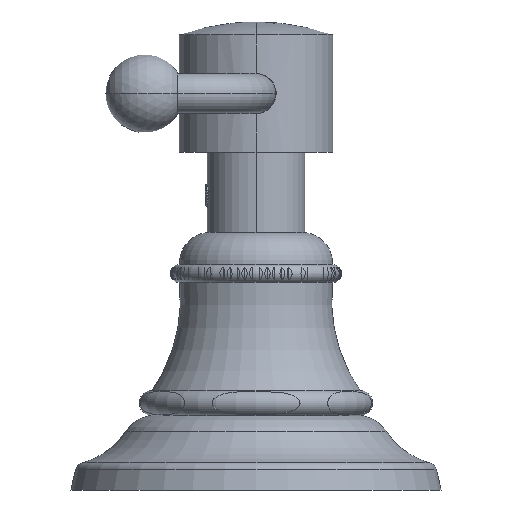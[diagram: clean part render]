
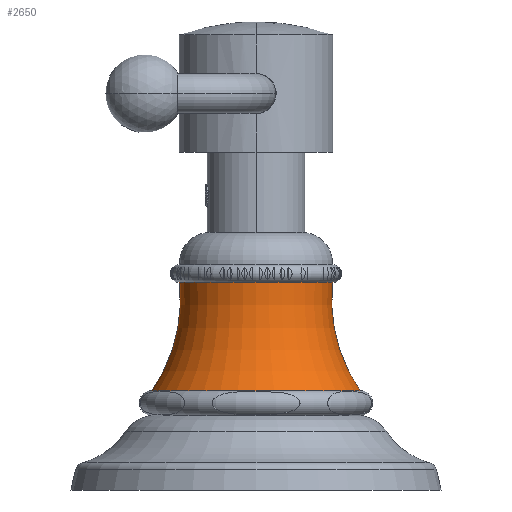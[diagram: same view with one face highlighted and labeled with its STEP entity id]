
A CAD part, left-side view. The second image highlights one B-rep face of the part: STEP entity #2650.
In plain terms, the highlighted toroidal (fillet/blend) face has major radius 37.677 mm and minor radius 25.4 mm.
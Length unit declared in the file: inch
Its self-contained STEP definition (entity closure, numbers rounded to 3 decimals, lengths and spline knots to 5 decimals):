
#281=CARTESIAN_POINT('',(0.,0.,1.325));
#282=DIRECTION('',(0.,0.,-1.));
#283=DIRECTION('',(0.,-1.,0.));
#284=AXIS2_PLACEMENT_3D('',#281,#282,#283);
#317=CARTESIAN_POINT('',(0.,0.,0.635));
#318=DIRECTION('',(0.,0.,-1.));
#319=DIRECTION('',(0.,-1.,0.));
#320=AXIS2_PLACEMENT_3D('',#317,#318,#319);
#415=CARTESIAN_POINT('',(0.,-1.48334,1.20974));
#416=DIRECTION('',(1.,0.,0.));
#417=DIRECTION('',(0.,0.818,-0.575));
#418=AXIS2_PLACEMENT_3D('',#415,#416,#417);
#420=CARTESIAN_POINT('',(0.,1.48334,1.20974));
#421=DIRECTION('',(-1.,0.,0.));
#422=DIRECTION('',(0.,-0.818,-0.575));
#423=AXIS2_PLACEMENT_3D('',#420,#421,#422);
#2429=CARTESIAN_POINT('',(0.,-0.665,0.635));
#2431=VERTEX_POINT('',#2429);
#2432=CARTESIAN_POINT('',(0.,-0.49,1.325));
#2433=VERTEX_POINT('',#2432);
#2439=CARTESIAN_POINT('',(0.,0.665,0.635));
#2441=VERTEX_POINT('',#2439);
#2442=CARTESIAN_POINT('',(0.,0.49,1.325));
#2443=VERTEX_POINT('',#2442);
#2637=CARTESIAN_POINT('',(0.,0.,1.20974));
#2638=DIRECTION('',(0.,0.,-1.));
#2639=DIRECTION('',(0.,1.,0.));
#2640=AXIS2_PLACEMENT_3D('',#2637,#2638,#2639);
#2641=TOROIDAL_SURFACE('',#2640,1.48334,1.);
#2643=ORIENTED_EDGE('',*,*,#2642,.F.);
#2644=ORIENTED_EDGE('',*,*,#2632,.T.);
#2646=ORIENTED_EDGE('',*,*,#2645,.T.);
#2647=ORIENTED_EDGE('',*,*,#2591,.F.);
#2648=EDGE_LOOP('',(#2643,#2644,#2646,#2647));
#2649=FACE_OUTER_BOUND('',#2648,.F.);
#2650=ADVANCED_FACE('',(#2649),#2641,.F.);
#285=CIRCLE('',#284,0.49);
#321=CIRCLE('',#320,0.665);
#419=CIRCLE('',#418,1.);
#424=CIRCLE('',#423,1.);
#2591=EDGE_CURVE('',#2433,#2443,#285,.T.);
#2632=EDGE_CURVE('',#2431,#2441,#321,.T.);
#2642=EDGE_CURVE('',#2431,#2433,#419,.T.);
#2645=EDGE_CURVE('',#2441,#2443,#424,.T.);
